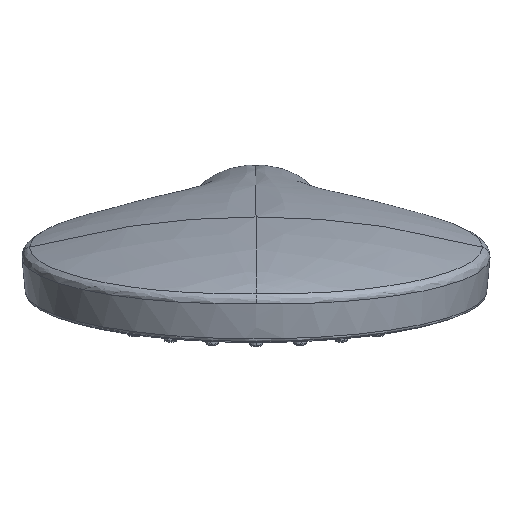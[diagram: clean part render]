
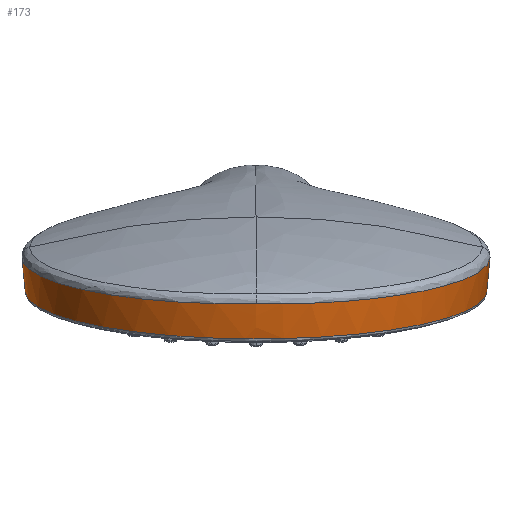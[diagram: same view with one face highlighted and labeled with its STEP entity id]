
A CAD part, top view. The second image highlights one B-rep face of the part: STEP entity #173.
In plain terms, the highlighted free-form (B-spline) face has degree [3, 3] with [7, 4] control points.
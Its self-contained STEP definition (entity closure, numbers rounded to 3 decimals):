
#173=ADVANCED_FACE('',(#701),#6948,.T.);
#701=FACE_OUTER_BOUND('',#1259,.T.);
#1259=EDGE_LOOP('',(#2083,#2084,#2085,#2086,#2087));
#2083=ORIENTED_EDGE('',*,*,#4127,.T.);
#2084=ORIENTED_EDGE('',*,*,#4165,.T.);
#2085=ORIENTED_EDGE('',*,*,#4163,.T.);
#2086=ORIENTED_EDGE('',*,*,#4136,.T.);
#2087=ORIENTED_EDGE('',*,*,#4134,.T.);
#4127=EDGE_CURVE('',#6263,#6260,#5103,.T.);
#4134=EDGE_CURVE('',#6264,#6263,#5609,.T.);
#4136=EDGE_CURVE('',#6265,#6264,#5106,.T.);
#4163=EDGE_CURVE('',#6266,#6265,#5623,.T.);
#4165=EDGE_CURVE('',#6260,#6266,#5625,.T.);
#5103=(
BOUNDED_CURVE()
B_SPLINE_CURVE(2,(#34125,#34126,#34127),.UNSPECIFIED.,.F.,.F.)
B_SPLINE_CURVE_WITH_KNOTS((3,3),(0.,8.894),.UNSPECIFIED.)
CURVE()
GEOMETRIC_REPRESENTATION_ITEM()
RATIONAL_B_SPLINE_CURVE((1.,1.,1.))
REPRESENTATION_ITEM('')
);
#5106=(
BOUNDED_CURVE()
B_SPLINE_CURVE(2,(#34264,#34265,#34266),.UNSPECIFIED.,.F.,.F.)
B_SPLINE_CURVE_WITH_KNOTS((3,3),(-8.895,0.),.UNSPECIFIED.)
CURVE()
GEOMETRIC_REPRESENTATION_ITEM()
RATIONAL_B_SPLINE_CURVE((1.,1.,1.))
REPRESENTATION_ITEM('')
);
#5609=B_SPLINE_CURVE_WITH_KNOTS('',3,(#34234,#34235,#34236,#34237,#34238,
#34239,#34240,#34241,#34242,#34243,#34244,#34245,#34246,#34247,#34248,#34249,
#34250,#34251,#34252,#34253,#34254,#34255,#34256,#34257,#34258),
 .UNSPECIFIED.,.F.,.F.,(4,1,1,1,1,1,1,1,1,1,1,1,1,1,1,1,1,1,1,1,1,1,4),
(0.,2.91,5.82,11.641,17.461,
23.282,34.923,46.564,58.205,69.846,
81.487,93.128,104.769,116.41,128.051,
139.692,151.333,162.974,168.794,174.615,
180.435,183.345,186.256),.UNSPECIFIED.);
#5623=B_SPLINE_CURVE_WITH_KNOTS('',3,(#34684,#34685,#34686,#34687,#34688,
#34689,#34690,#34691,#34692,#34693,#34694,#34695,#34696,#34697),
 .UNSPECIFIED.,.F.,.F.,(4,1,1,1,1,1,1,1,1,1,1,4),(0.,5.899,11.798,
17.697,23.595,35.393,47.191,58.989,
70.786,82.584,88.483,94.381),
 .UNSPECIFIED.);
#5625=B_SPLINE_CURVE_WITH_KNOTS('',3,(#34708,#34709,#34710,#34711,#34712,
#34713,#34714,#34715,#34716,#34717,#34718,#34719,#34720,#34721,#34722,#34723,
#34724),.UNSPECIFIED.,.F.,.F.,(4,1,1,1,1,1,1,1,1,1,1,1,1,1,4),(0.,5.892,
11.784,17.675,23.567,35.351,47.134,
53.026,58.917,64.809,70.701,76.593,
82.484,88.376,94.268),.UNSPECIFIED.);
#6260=VERTEX_POINT('',#31692);
#6263=VERTEX_POINT('',#31695);
#6264=VERTEX_POINT('',#31696);
#6265=VERTEX_POINT('',#31697);
#6266=VERTEX_POINT('',#31698);
#6948=(
BOUNDED_SURFACE()
B_SPLINE_SURFACE(3,3,((#11801,#11802,#11803,#11804),(#11805,#11806,#11807,
#11808),(#11809,#11810,#11811,#11812),(#11813,#11814,#11815,#11816),(#11817,
#11818,#11819,#11820),(#11821,#11822,#11823,#11824),(#11825,#11826,#11827,
#11828)),.UNSPECIFIED.,.F.,.F.,.F.)
B_SPLINE_SURFACE_WITH_KNOTS((4,3,4),(4,4),(0.,110.628,221.256),
(0.,9.798),.UNSPECIFIED.)
GEOMETRIC_REPRESENTATION_ITEM()
RATIONAL_B_SPLINE_SURFACE(((1.188,1.187,1.187,
1.188),(0.938,0.937,0.937,0.938),
(0.938,0.937,0.937,0.938),(1.188,
1.187,1.187,1.188),(0.938,0.937,
0.937,0.938),(0.938,0.937,0.937,
0.938),(1.188,1.187,1.187,1.188)))
REPRESENTATION_ITEM('')
SURFACE()
);
#11801=CARTESIAN_POINT('',(59.874,-9.889,190.816));
#11802=CARTESIAN_POINT('',(59.685,-13.075,190.15));
#11803=CARTESIAN_POINT('',(59.391,-16.255,189.493));
#11804=CARTESIAN_POINT('',(58.991,-19.425,188.845));
#11805=CARTESIAN_POINT('',(62.201,-17.542,226.814));
#11806=CARTESIAN_POINT('',(62.005,-20.704,226.035));
#11807=CARTESIAN_POINT('',(61.699,-23.847,225.201));
#11808=CARTESIAN_POINT('',(61.284,-26.966,224.312));
#11809=CARTESIAN_POINT('',(36.967,-23.132,253.116));
#11810=CARTESIAN_POINT('',(36.85,-26.277,252.255));
#11811=CARTESIAN_POINT('',(36.669,-29.392,251.291));
#11812=CARTESIAN_POINT('',(36.422,-32.473,250.227));
#11813=CARTESIAN_POINT('',(0.091,-23.132,253.129));
#11814=CARTESIAN_POINT('',(0.09,-26.277,252.268));
#11815=CARTESIAN_POINT('',(0.09,-29.392,251.304));
#11816=CARTESIAN_POINT('',(0.09,-32.473,250.24));
#11817=CARTESIAN_POINT('',(-36.785,-23.132,253.142));
#11818=CARTESIAN_POINT('',(-36.669,-26.277,252.281));
#11819=CARTESIAN_POINT('',(-36.488,-29.392,251.317));
#11820=CARTESIAN_POINT('',(-36.243,-32.473,250.253));
#11821=CARTESIAN_POINT('',(-62.038,-17.542,226.858));
#11822=CARTESIAN_POINT('',(-61.843,-20.704,226.079));
#11823=CARTESIAN_POINT('',(-61.538,-23.847,225.245));
#11824=CARTESIAN_POINT('',(-61.123,-26.966,224.356));
#11825=CARTESIAN_POINT('',(-59.737,-9.889,190.859));
#11826=CARTESIAN_POINT('',(-59.549,-13.075,190.193));
#11827=CARTESIAN_POINT('',(-59.255,-16.255,189.536));
#11828=CARTESIAN_POINT('',(-58.856,-19.425,188.887));
#31692=CARTESIAN_POINT('',(59.951,-11.352,194.351));
#31695=CARTESIAN_POINT('',(59.132,-20.013,192.51));
#31696=CARTESIAN_POINT('',(-58.994,-20.014,192.552));
#31697=CARTESIAN_POINT('',(-59.812,-11.352,194.394));
#31698=CARTESIAN_POINT('',(0.091,-23.313,253.079));
#34125=CARTESIAN_POINT('',(59.132,-20.013,192.51));
#34126=CARTESIAN_POINT('',(59.673,-15.694,193.428));
#34127=CARTESIAN_POINT('',(59.951,-11.352,194.351));
#34234=CARTESIAN_POINT('',(-58.994,-20.014,192.552));
#34235=CARTESIAN_POINT('',(-58.993,-20.214,193.497));
#34236=CARTESIAN_POINT('',(-58.945,-20.614,195.388));
#34237=CARTESIAN_POINT('',(-58.658,-21.414,199.161));
#34238=CARTESIAN_POINT('',(-57.944,-22.406,203.842));
#34239=CARTESIAN_POINT('',(-56.534,-23.574,209.352));
#34240=CARTESIAN_POINT('',(-53.928,-25.085,216.482));
#34241=CARTESIAN_POINT('',(-49.34,-26.859,224.854));
#34242=CARTESIAN_POINT('',(-41.953,-28.728,233.671));
#34243=CARTESIAN_POINT('',(-32.936,-30.259,240.892));
#34244=CARTESIAN_POINT('',(-22.663,-31.4,246.272));
#34245=CARTESIAN_POINT('',(-11.507,-32.099,249.567));
#34246=CARTESIAN_POINT('',(0.09,-32.338,250.691));
#34247=CARTESIAN_POINT('',(11.686,-32.098,249.559));
#34248=CARTESIAN_POINT('',(22.839,-31.399,246.256));
#34249=CARTESIAN_POINT('',(33.109,-30.258,240.868));
#34250=CARTESIAN_POINT('',(42.121,-28.727,233.641));
#34251=CARTESIAN_POINT('',(49.501,-26.858,224.819));
#34252=CARTESIAN_POINT('',(54.084,-25.084,216.443));
#34253=CARTESIAN_POINT('',(56.684,-23.573,209.312));
#34254=CARTESIAN_POINT('',(58.09,-22.405,203.801));
#34255=CARTESIAN_POINT('',(58.8,-21.413,199.119));
#34256=CARTESIAN_POINT('',(59.085,-20.614,195.346));
#34257=CARTESIAN_POINT('',(59.132,-20.213,193.455));
#34258=CARTESIAN_POINT('',(59.132,-20.013,192.51));
#34264=CARTESIAN_POINT('',(-59.812,-11.352,194.394));
#34265=CARTESIAN_POINT('',(-59.534,-15.695,193.471));
#34266=CARTESIAN_POINT('',(-58.994,-20.014,192.552));
#34684=CARTESIAN_POINT('',(0.091,-23.313,253.079));
#34685=CARTESIAN_POINT('',(-1.867,-23.334,253.074));
#34686=CARTESIAN_POINT('',(-5.784,-23.337,252.873));
#34687=CARTESIAN_POINT('',(-11.606,-23.226,252.01));
#34688=CARTESIAN_POINT('',(-17.319,-22.995,250.597));
#34689=CARTESIAN_POINT('',(-24.712,-22.523,247.998));
#34690=CARTESIAN_POINT('',(-33.392,-21.619,243.437));
#34691=CARTESIAN_POINT('',(-42.534,-20.107,236.105));
#34692=CARTESIAN_POINT('',(-50.024,-18.246,227.157));
#34693=CARTESIAN_POINT('',(-55.608,-16.113,216.962));
#34694=CARTESIAN_POINT('',(-58.458,-14.175,207.735));
#34695=CARTESIAN_POINT('',(-59.616,-12.572,200.141));
#34696=CARTESIAN_POINT('',(-59.811,-11.759,196.309));
#34697=CARTESIAN_POINT('',(-59.812,-11.352,194.394));
#34708=CARTESIAN_POINT('',(59.951,-11.352,194.351));
#34709=CARTESIAN_POINT('',(59.952,-11.706,196.022));
#34710=CARTESIAN_POINT('',(59.805,-12.44,199.484));
#34711=CARTESIAN_POINT('',(59.066,-13.589,204.923));
#34712=CARTESIAN_POINT('',(57.74,-14.761,210.493));
#34713=CARTESIAN_POINT('',(55.167,-16.321,217.919));
#34714=CARTESIAN_POINT('',(50.411,-18.197,226.874));
#34715=CARTESIAN_POINT('',(43.923,-19.804,234.612));
#34716=CARTESIAN_POINT('',(38.124,-20.86,239.755));
#34717=CARTESIAN_POINT('',(33.491,-21.545,243.123));
#34718=CARTESIAN_POINT('',(28.598,-22.131,246.04));
#34719=CARTESIAN_POINT('',(23.327,-22.616,248.517));
#34720=CARTESIAN_POINT('',(17.565,-23.003,250.564));
#34721=CARTESIAN_POINT('',(11.549,-23.243,252.068));
#34722=CARTESIAN_POINT('',(5.519,-23.323,252.907));
#34723=CARTESIAN_POINT('',(1.798,-23.317,253.078));
#34724=CARTESIAN_POINT('',(0.091,-23.313,253.079));
